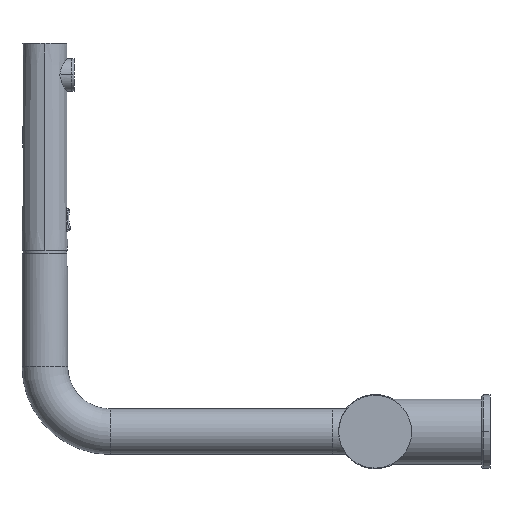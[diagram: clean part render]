
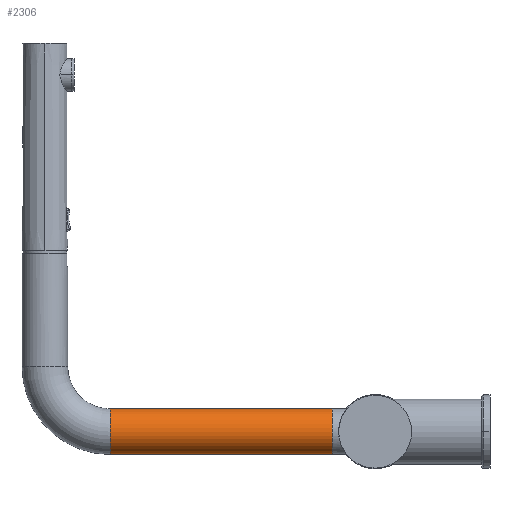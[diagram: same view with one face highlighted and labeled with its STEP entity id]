
A CAD part, left-side view. The second image highlights one B-rep face of the part: STEP entity #2306.
In plain terms, the highlighted cylindrical face has radius 14 mm (diameter 28 mm), a partial arc.
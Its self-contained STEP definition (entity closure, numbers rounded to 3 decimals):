
#2066=DIRECTION('',(0.,1.,0.));
#2067=VECTOR('',#2066,136.);
#2068=CARTESIAN_POINT('',(0.,26.35,14.));
#2069=LINE('',#2068,#2067);
#2070=CARTESIAN_POINT('',(0.,26.35,0.));
#2071=DIRECTION('',(0.,-1.,0.));
#2072=DIRECTION('',(0.,0.,1.));
#2073=AXIS2_PLACEMENT_3D('',#2070,#2071,#2072);
#2075=DIRECTION('',(0.,1.,0.));
#2076=VECTOR('',#2075,136.);
#2077=CARTESIAN_POINT('',(0.,26.35,-14.));
#2078=LINE('',#2077,#2076);
#2079=CARTESIAN_POINT('',(0.,162.35,0.));
#2080=DIRECTION('',(0.,1.,0.));
#2081=DIRECTION('',(0.,0.,-1.));
#2082=AXIS2_PLACEMENT_3D('',#2079,#2080,#2081);
#2226=CARTESIAN_POINT('',(0.,26.35,14.));
#2227=CARTESIAN_POINT('',(0.,26.35,-14.));
#2228=VERTEX_POINT('',#2226);
#2229=VERTEX_POINT('',#2227);
#2230=CARTESIAN_POINT('',(0.,162.35,14.));
#2231=CARTESIAN_POINT('',(0.,162.35,-14.));
#2232=VERTEX_POINT('',#2230);
#2233=VERTEX_POINT('',#2231);
#2293=CARTESIAN_POINT('',(0.,26.35,0.));
#2294=DIRECTION('',(0.,1.,0.));
#2295=DIRECTION('',(0.,0.,1.));
#2296=AXIS2_PLACEMENT_3D('',#2293,#2294,#2295);
#2297=CYLINDRICAL_SURFACE('',#2296,14.);
#2299=ORIENTED_EDGE('',*,*,#2298,.T.);
#2300=ORIENTED_EDGE('',*,*,#2281,.T.);
#2302=ORIENTED_EDGE('',*,*,#2301,.T.);
#2303=ORIENTED_EDGE('',*,*,#2277,.F.);
#2304=EDGE_LOOP('',(#2299,#2300,#2302,#2303));
#2305=FACE_OUTER_BOUND('',#2304,.F.);
#2306=ADVANCED_FACE('',(#2305),#2297,.T.);
#2074=CIRCLE('',#2073,14.);
#2083=CIRCLE('',#2082,14.);
#2277=EDGE_CURVE('',#2228,#2232,#2069,.T.);
#2281=EDGE_CURVE('',#2229,#2233,#2078,.T.);
#2298=EDGE_CURVE('',#2228,#2229,#2074,.T.);
#2301=EDGE_CURVE('',#2233,#2232,#2083,.T.);
